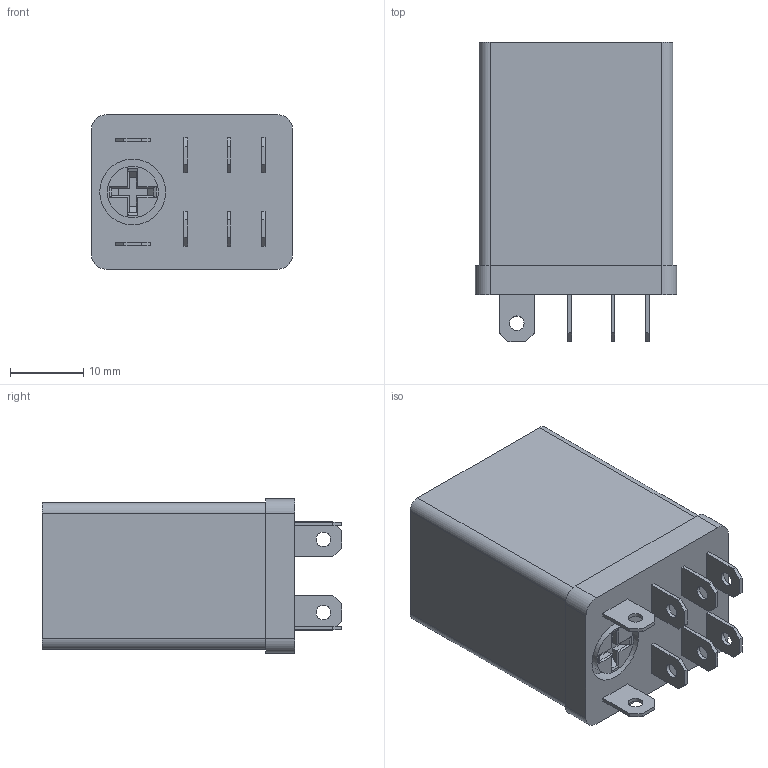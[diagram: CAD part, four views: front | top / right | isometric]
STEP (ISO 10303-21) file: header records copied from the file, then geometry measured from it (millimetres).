
FILE_DESCRIPTION((''),'2;1');
FILE_NAME('RY2.stp','2014-08-27T15:00:29',('roland'),(''),'Autodesk Inventor 2013','Autodesk Inventor 2013','');
FILE_SCHEMA(('CONFIG_CONTROL_DESIGN'));
Length unit declared in the file: millimetre
Products named in the file (1): RY2
Bounding box: 27.5 x 40.9 x 21.1 mm (x, y, z)
Volume: 18539 mm3; surface area: 4897.5 mm2
Topology: 1 solids, 1 shells, 112 faces, 290 edges, 192 vertices
Faces by surface type: plane 94, cylinder 18
Full cylindrical faces by diameter (mm): 2 x8, 7 x1, 9 x1
Entity records: 3485 total; most frequent: CARTESIAN_POINT 585, ORIENTED_EDGE 560, DIRECTION 542, EDGE_CURVE 280, VECTOR 244, LINE 244, VERTEX_POINT 192, EDGE_LOOP 150
